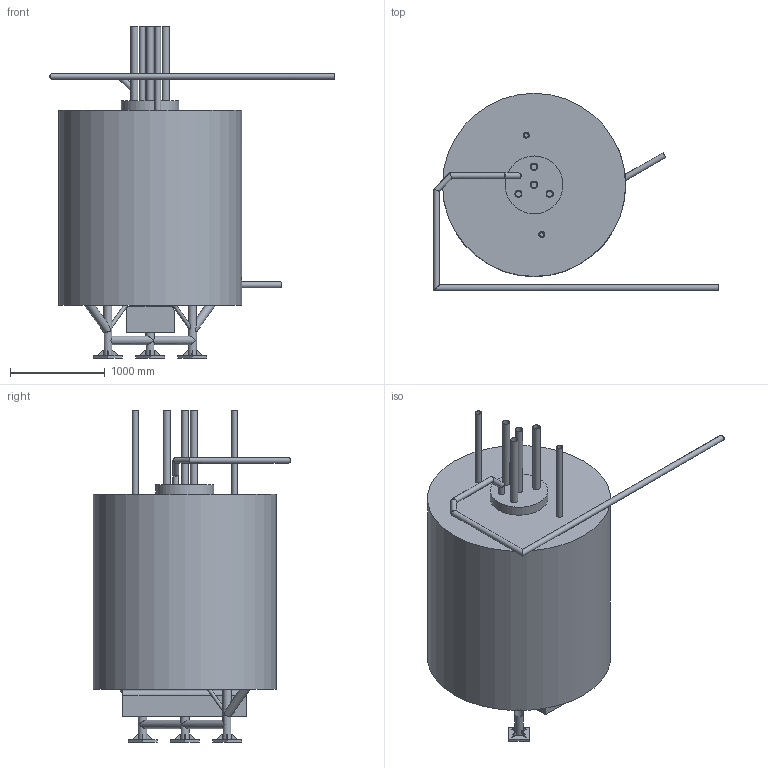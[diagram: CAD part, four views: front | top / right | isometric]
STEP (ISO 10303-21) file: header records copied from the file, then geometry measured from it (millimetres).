
FILE_DESCRIPTION(/* description */ ('STEP AP214'),/* implementation_level */ '2;1');
FILE_NAME(/* name */ '6145dd42ffd68e63b934b7d9',/* time_stamp */ '2021-09-18T12:36:20+00:00',/* author */ (''),/* organization */ (''),/* preprocessor_version */ 'ST-DEVELOPER v18.1',/* originating_system */ ' ',/* authorisation */ ' ');
FILE_SCHEMA (('AUTOMOTIVE_DESIGN {1 0 10303 214 3 1 1}'));
Length unit declared in the file: metre
Products named in the file (1): thermal_shield_metal
Bounding box: 3001.96 x 2081.21 x 3500.11 mm (x, y, z)
Volume: 2553254783.3 mm3; surface area: 46556902.6 mm2
Topology: 1 solids, 1 shells, 206 faces, 519 edges, 342 vertices
Faces by surface type: plane 94, cylinder 86, cone 24, bspline 2
Full cylindrical faces by diameter (mm): 38.1 x2, 42.672 x2, 52.578 x8, 60.325 x11, 60.706 x6, 61.912 x1, 62.484 x4, 73.66 x10, 75.438 x20, 76.2 x6, 88.9 x10, 558.8 x1, 609.6 x1, 1625.6 x1, 1930.4 x1
Entity records: 6094 total; most frequent: CARTESIAN_POINT 1645, DIRECTION 946, ORIENTED_EDGE 720, AXIS2_PLACEMENT_3D 393, EDGE_LOOP 388, FACE_BOUND 388, EDGE_CURVE 360, VERTEX_POINT 288
